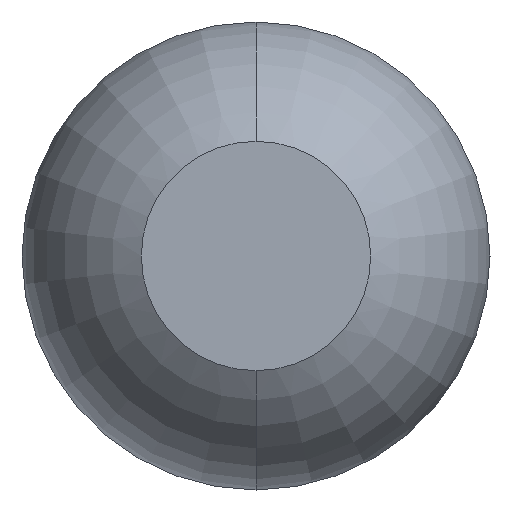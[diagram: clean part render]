
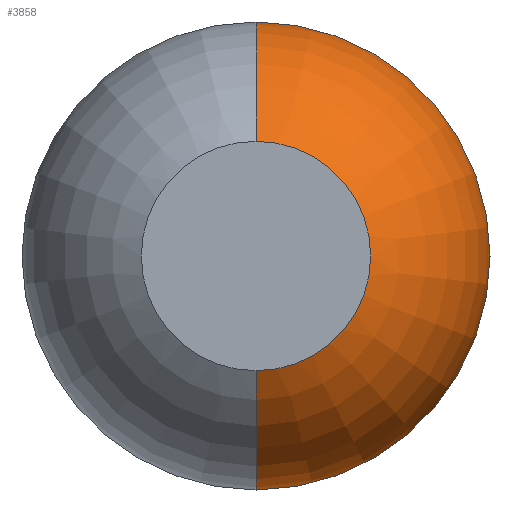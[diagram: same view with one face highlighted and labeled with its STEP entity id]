
A CAD part, front view. The second image highlights one B-rep face of the part: STEP entity #3858.
In plain terms, the highlighted toroidal (fillet/blend) face has major radius 0.01 mm and minor radius 0.5 mm.
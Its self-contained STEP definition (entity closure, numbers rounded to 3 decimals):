
#314 = TOROIDAL_SURFACE ( 'NONE', #657, 0.01, 0.5 ) ;
#540 = AXIS2_PLACEMENT_3D ( 'NONE', #2697, #891, #2987 ) ;
#612 = FACE_OUTER_BOUND ( 'NONE', #2582, .T. ) ;
#657 = AXIS2_PLACEMENT_3D ( 'NONE', #1621, #1935, #3757 ) ;
#742 = DIRECTION ( 'NONE',  ( 0., -1., 0. ) ) ;
#765 = CARTESIAN_POINT ( 'NONE',  ( 0., -25.4, 0. ) ) ;
#872 = AXIS2_PLACEMENT_3D ( 'NONE', #1356, #742, #1654 ) ;
#891 = DIRECTION ( 'NONE',  ( -1., 0., 0. ) ) ;
#918 = EDGE_CURVE ( 'Defeature ausgef�hrt1_0+Defeature ausgef�hrt1_6+Defeature ausgef�hrt1_6+Defeature ausgef�hrt1_6', #2795, #3929, #3924, .T. ) ;
#947 = CIRCLE ( 'NONE', #540, 0.5 ) ;
#958 = DIRECTION ( 'NONE',  ( 1., 0., 0. ) ) ;
#1042 = AXIS2_PLACEMENT_3D ( 'NONE', #3684, #958, #1549 ) ;
#1356 = CARTESIAN_POINT ( 'NONE',  ( 0., -24.961, 0. ) ) ;
#1484 = ORIENTED_EDGE ( 'NONE', *, *, #918, .T. ) ;
#1549 = DIRECTION ( 'NONE',  ( 0., 0., -1. ) ) ;
#1584 = EDGE_CURVE ( 'NONE', #3929, #3166, #2491, .T. ) ;
#1621 = CARTESIAN_POINT ( 'NONE',  ( 0., -24.961, 0. ) ) ;
#1654 = DIRECTION ( 'NONE',  ( 0., 0., -1. ) ) ;
#1820 = CARTESIAN_POINT ( 'NONE',  ( 0., -25.4, -0.25 ) ) ;
#1935 = DIRECTION ( 'NONE',  ( 0., -1., 0. ) ) ;
#2249 = VERTEX_POINT ( 'NONE', #1820 ) ;
#2272 = AXIS2_PLACEMENT_3D ( 'NONE', #765, #2579, #2875 ) ;
#2491 = CIRCLE ( 'NONE', #1042, 0.5 ) ;
#2579 = DIRECTION ( 'NONE',  ( 0., 1., 0. ) ) ;
#2582 = EDGE_LOOP ( 'NONE', ( #1484, #2872, #3589, #3939 ) ) ;
#2590 = CIRCLE ( 'NONE', #2272, 0.25 ) ;
#2605 = CARTESIAN_POINT ( 'NONE',  ( 0., -24.961, 0.51 ) ) ;
#2697 = CARTESIAN_POINT ( 'NONE',  ( 0., -24.961, -0.01 ) ) ;
#2795 = VERTEX_POINT ( 'NONE', #2822 ) ;
#2822 = CARTESIAN_POINT ( 'NONE',  ( 0., -24.961, -0.51 ) ) ;
#2872 = ORIENTED_EDGE ( 'NONE', *, *, #1584, .T. ) ;
#2875 = DIRECTION ( 'NONE',  ( 0., 0., 1. ) ) ;
#2987 = DIRECTION ( 'NONE',  ( 0., 0., 1. ) ) ;
#3166 = VERTEX_POINT ( 'NONE', #3926 ) ;
#3499 = EDGE_CURVE ( 'Defeature ausgef�hrt1_0+Defeature ausgef�hrt1_13+Defeature ausgef�hrt1_13+Defeature ausgef�hrt1_13', #3166, #2249, #2590, .T. ) ;
#3589 = ORIENTED_EDGE ( 'NONE', *, *, #3499, .T. ) ;
#3684 = CARTESIAN_POINT ( 'NONE',  ( 0., -24.961, 0.01 ) ) ;
#3740 = EDGE_CURVE ( 'NONE', #2795, #2249, #947, .T. ) ;
#3757 = DIRECTION ( 'NONE',  ( 0., 0., -1. ) ) ;
#3858 = ADVANCED_FACE ( 'Defeature ausgef�hrt1_0', ( #612 ), #314, .T. ) ;
#3924 = CIRCLE ( 'NONE', #872, 0.51 ) ;
#3926 = CARTESIAN_POINT ( 'NONE',  ( 0., -25.4, 0.25 ) ) ;
#3929 = VERTEX_POINT ( 'NONE', #2605 ) ;
#3939 = ORIENTED_EDGE ( 'NONE', *, *, #3740, .F. ) ;
